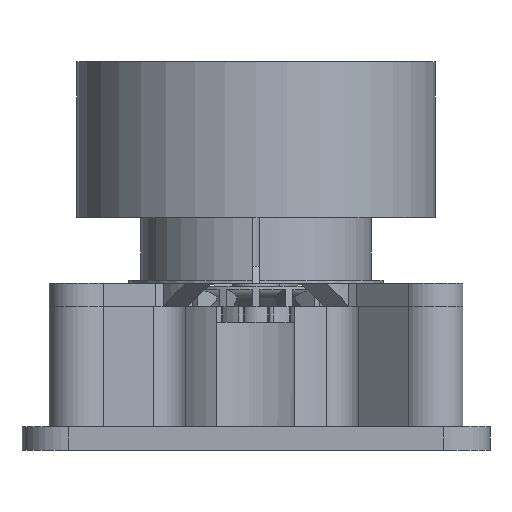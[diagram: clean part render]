
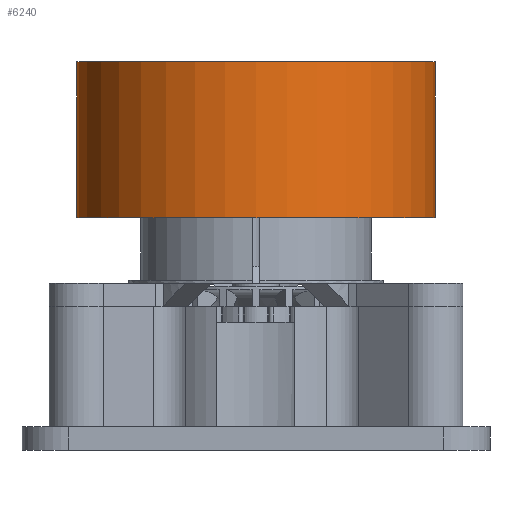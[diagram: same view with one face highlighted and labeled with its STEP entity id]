
A CAD part, front view. The second image highlights one B-rep face of the part: STEP entity #6240.
In plain terms, the highlighted cylindrical face has radius 11.5 mm (diameter 23 mm), a full revolution.
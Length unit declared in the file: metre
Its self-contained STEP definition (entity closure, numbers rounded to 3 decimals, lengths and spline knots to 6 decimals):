
#1336=ORIENTED_EDGE('',*,*,#3206,.F.);
#1337=ORIENTED_EDGE('',*,*,#3207,.T.);
#3206=EDGE_CURVE('',#4141,#4141,#4775,.T.);
#3207=EDGE_CURVE('',#4142,#4142,#4776,.T.);
#4141=VERTEX_POINT('',#9270);
#4142=VERTEX_POINT('',#9272);
#4775=CIRCLE('',#6697,0.0115);
#4776=CIRCLE('',#6698,0.0115);
#5109=EDGE_LOOP('',(#1336));
#5110=EDGE_LOOP('',(#1337));
#5604=FACE_BOUND('',#5109,.T.);
#5605=FACE_BOUND('',#5110,.T.);
#6098=CYLINDRICAL_SURFACE('',#6696,0.0115);
#6240=ADVANCED_FACE('',(#5604,#5605),#6098,.T.);
#6696=AXIS2_PLACEMENT_3D('',#9268,#7397,#7398);
#6697=AXIS2_PLACEMENT_3D('',#9269,#7399,#7400);
#6698=AXIS2_PLACEMENT_3D('',#9271,#7401,#7402);
#7397=DIRECTION('',(0.,0.,-1.));
#7398=DIRECTION('',(-1.,0.,0.));
#7399=DIRECTION('',(0.,0.,1.));
#7400=DIRECTION('',(1.,0.,0.));
#7401=DIRECTION('',(0.,0.,1.));
#7402=DIRECTION('',(1.,0.,0.));
#9268=CARTESIAN_POINT('',(0.,0.,0.0249));
#9269=CARTESIAN_POINT('',(0.,0.,0.0249));
#9270=CARTESIAN_POINT('',(0.0115,0.,0.0249));
#9271=CARTESIAN_POINT('',(0.,0.,0.0149));
#9272=CARTESIAN_POINT('',(0.0115,0.,0.0149));
